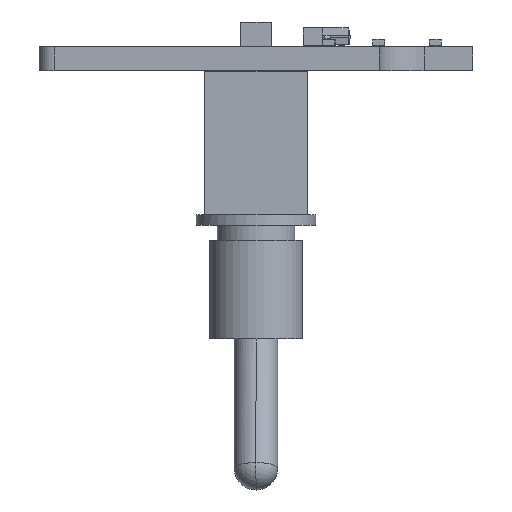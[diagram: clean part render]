
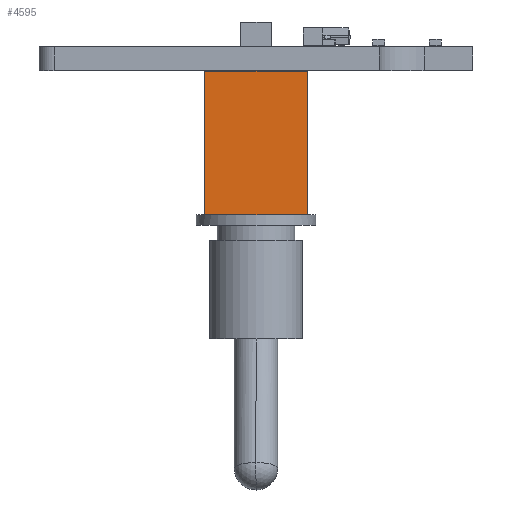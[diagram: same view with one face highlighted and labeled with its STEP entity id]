
A CAD part, front view. The second image highlights one B-rep face of the part: STEP entity #4595.
In plain terms, the highlighted planar face has unit normal (0, -1, 0).
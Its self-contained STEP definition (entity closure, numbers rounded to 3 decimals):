
#4253 = PLANE('',#4254);
#4254 = AXIS2_PLACEMENT_3D('',#4255,#4256,#4257);
#4255 = CARTESIAN_POINT('',(-3.43,6.35,9.6));
#4256 = DIRECTION('',(1.,0.,0.));
#4257 = DIRECTION('',(0.,1.,0.));
#4282 = PLANE('',#4283);
#4283 = AXIS2_PLACEMENT_3D('',#4284,#4285,#4286);
#4284 = CARTESIAN_POINT('',(3.43,6.35,9.6));
#4285 = DIRECTION('',(-1.,0.,0.));
#4286 = DIRECTION('',(0.,-1.,0.));
#4323 = EDGE_CURVE('',#4324,#4326,#4328,.T.);
#4324 = VERTEX_POINT('',#4325);
#4325 = CARTESIAN_POINT('',(3.43,-6.35,9.6));
#4326 = VERTEX_POINT('',#4327);
#4327 = CARTESIAN_POINT('',(3.43,-6.35,0.));
#4328 = SURFACE_CURVE('',#4329,(#4333,#4340),.PCURVE_S1.);
#4329 = LINE('',#4330,#4331);
#4330 = CARTESIAN_POINT('',(3.43,-6.35,9.6));
#4331 = VECTOR('',#4332,1.);
#4332 = DIRECTION('',(0.,0.,-1.));
#4333 = PCURVE('',#4282,#4334);
#4334 = DEFINITIONAL_REPRESENTATION('',(#4335),#4339);
#4335 = LINE('',#4336,#4337);
#4336 = CARTESIAN_POINT('',(12.7,0.));
#4337 = VECTOR('',#4338,1.);
#4338 = DIRECTION('',(0.,-1.));
#4339 = ( GEOMETRIC_REPRESENTATION_CONTEXT(2) 
PARAMETRIC_REPRESENTATION_CONTEXT() REPRESENTATION_CONTEXT('2D SPACE',''
  ) );
#4340 = PCURVE('',#4341,#4346);
#4341 = PLANE('',#4342);
#4342 = AXIS2_PLACEMENT_3D('',#4343,#4344,#4345);
#4343 = CARTESIAN_POINT('',(-3.43,-6.35,9.6));
#4344 = DIRECTION('',(0.,1.,0.));
#4345 = DIRECTION('',(-1.,0.,0.));
#4346 = DEFINITIONAL_REPRESENTATION('',(#4347),#4351);
#4347 = LINE('',#4348,#4349);
#4348 = CARTESIAN_POINT('',(-6.86,0.));
#4349 = VECTOR('',#4350,1.);
#4350 = DIRECTION('',(0.,-1.));
#4351 = ( GEOMETRIC_REPRESENTATION_CONTEXT(2) 
PARAMETRIC_REPRESENTATION_CONTEXT() REPRESENTATION_CONTEXT('2D SPACE',''
  ) );
#4369 = PLANE('',#4370);
#4370 = AXIS2_PLACEMENT_3D('',#4371,#4372,#4373);
#4371 = CARTESIAN_POINT('',(0.,0.,9.6));
#4372 = DIRECTION('',(0.,0.,1.));
#4373 = DIRECTION('',(1.,0.,0.));
#4440 = PLANE('',#4441);
#4441 = AXIS2_PLACEMENT_3D('',#4442,#4443,#4444);
#4442 = CARTESIAN_POINT('',(0.,0.,0.));
#4443 = DIRECTION('',(0.,0.,1.));
#4444 = DIRECTION('',(1.,0.,0.));
#4530 = VERTEX_POINT('',#4531);
#4531 = CARTESIAN_POINT('',(-3.43,-6.35,9.6));
#4552 = EDGE_CURVE('',#4530,#4553,#4555,.T.);
#4553 = VERTEX_POINT('',#4554);
#4554 = CARTESIAN_POINT('',(-3.43,-6.35,0.));
#4555 = SURFACE_CURVE('',#4556,(#4560,#4567),.PCURVE_S1.);
#4556 = LINE('',#4557,#4558);
#4557 = CARTESIAN_POINT('',(-3.43,-6.35,9.6));
#4558 = VECTOR('',#4559,1.);
#4559 = DIRECTION('',(0.,0.,-1.));
#4560 = PCURVE('',#4253,#4561);
#4561 = DEFINITIONAL_REPRESENTATION('',(#4562),#4566);
#4562 = LINE('',#4563,#4564);
#4563 = CARTESIAN_POINT('',(-12.7,0.));
#4564 = VECTOR('',#4565,1.);
#4565 = DIRECTION('',(0.,-1.));
#4566 = ( GEOMETRIC_REPRESENTATION_CONTEXT(2) 
PARAMETRIC_REPRESENTATION_CONTEXT() REPRESENTATION_CONTEXT('2D SPACE',''
  ) );
#4567 = PCURVE('',#4341,#4568);
#4568 = DEFINITIONAL_REPRESENTATION('',(#4569),#4573);
#4569 = LINE('',#4570,#4571);
#4570 = CARTESIAN_POINT('',(0.,0.));
#4571 = VECTOR('',#4572,1.);
#4572 = DIRECTION('',(0.,-1.));
#4573 = ( GEOMETRIC_REPRESENTATION_CONTEXT(2) 
PARAMETRIC_REPRESENTATION_CONTEXT() REPRESENTATION_CONTEXT('2D SPACE',''
  ) );
#4595 = ADVANCED_FACE('',(#4596),#4341,.F.);
#4596 = FACE_BOUND('',#4597,.T.);
#4597 = EDGE_LOOP('',(#4598,#4619,#4620,#4641));
#4598 = ORIENTED_EDGE('',*,*,#4599,.T.);
#4599 = EDGE_CURVE('',#4553,#4326,#4600,.T.);
#4600 = SURFACE_CURVE('',#4601,(#4605,#4612),.PCURVE_S1.);
#4601 = LINE('',#4602,#4603);
#4602 = CARTESIAN_POINT('',(-3.43,-6.35,0.));
#4603 = VECTOR('',#4604,1.);
#4604 = DIRECTION('',(1.,0.,0.));
#4605 = PCURVE('',#4341,#4606);
#4606 = DEFINITIONAL_REPRESENTATION('',(#4607),#4611);
#4607 = LINE('',#4608,#4609);
#4608 = CARTESIAN_POINT('',(0.,-9.6));
#4609 = VECTOR('',#4610,1.);
#4610 = DIRECTION('',(-1.,0.));
#4611 = ( GEOMETRIC_REPRESENTATION_CONTEXT(2) 
PARAMETRIC_REPRESENTATION_CONTEXT() REPRESENTATION_CONTEXT('2D SPACE',''
  ) );
#4612 = PCURVE('',#4440,#4613);
#4613 = DEFINITIONAL_REPRESENTATION('',(#4614),#4618);
#4614 = LINE('',#4615,#4616);
#4615 = CARTESIAN_POINT('',(-3.43,-6.35));
#4616 = VECTOR('',#4617,1.);
#4617 = DIRECTION('',(1.,0.));
#4618 = ( GEOMETRIC_REPRESENTATION_CONTEXT(2) 
PARAMETRIC_REPRESENTATION_CONTEXT() REPRESENTATION_CONTEXT('2D SPACE',''
  ) );
#4619 = ORIENTED_EDGE('',*,*,#4323,.F.);
#4620 = ORIENTED_EDGE('',*,*,#4621,.F.);
#4621 = EDGE_CURVE('',#4530,#4324,#4622,.T.);
#4622 = SURFACE_CURVE('',#4623,(#4627,#4634),.PCURVE_S1.);
#4623 = LINE('',#4624,#4625);
#4624 = CARTESIAN_POINT('',(-3.43,-6.35,9.6));
#4625 = VECTOR('',#4626,1.);
#4626 = DIRECTION('',(1.,0.,0.));
#4627 = PCURVE('',#4341,#4628);
#4628 = DEFINITIONAL_REPRESENTATION('',(#4629),#4633);
#4629 = LINE('',#4630,#4631);
#4630 = CARTESIAN_POINT('',(0.,0.));
#4631 = VECTOR('',#4632,1.);
#4632 = DIRECTION('',(-1.,0.));
#4633 = ( GEOMETRIC_REPRESENTATION_CONTEXT(2) 
PARAMETRIC_REPRESENTATION_CONTEXT() REPRESENTATION_CONTEXT('2D SPACE',''
  ) );
#4634 = PCURVE('',#4369,#4635);
#4635 = DEFINITIONAL_REPRESENTATION('',(#4636),#4640);
#4636 = LINE('',#4637,#4638);
#4637 = CARTESIAN_POINT('',(-3.43,-6.35));
#4638 = VECTOR('',#4639,1.);
#4639 = DIRECTION('',(1.,0.));
#4640 = ( GEOMETRIC_REPRESENTATION_CONTEXT(2) 
PARAMETRIC_REPRESENTATION_CONTEXT() REPRESENTATION_CONTEXT('2D SPACE',''
  ) );
#4641 = ORIENTED_EDGE('',*,*,#4552,.T.);
